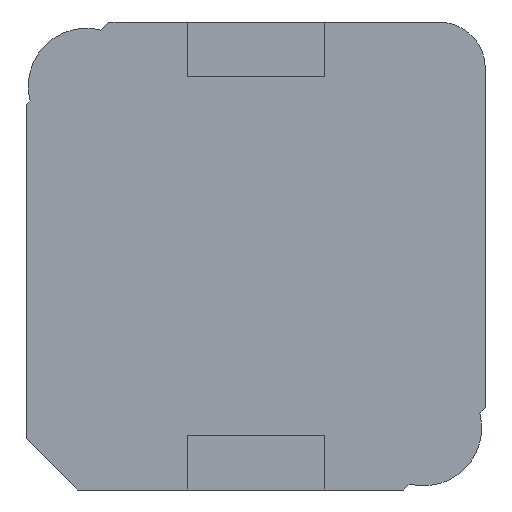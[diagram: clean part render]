
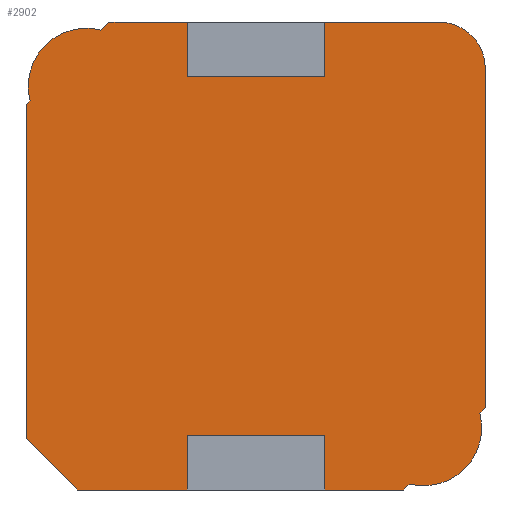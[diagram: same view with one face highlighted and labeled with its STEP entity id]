
A CAD part, left-side view. The second image highlights one B-rep face of the part: STEP entity #2902.
In plain terms, the highlighted planar face has unit normal (-1, 0, 0).
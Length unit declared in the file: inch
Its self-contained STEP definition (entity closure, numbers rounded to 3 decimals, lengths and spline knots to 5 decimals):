
#1=DIRECTION('',(0.,0.707,-0.707));
#2=VECTOR('',#1,0.00665);
#3=CARTESIAN_POINT('',(0.,-0.197,-0.13029));
#4=LINE('',#3,#2);
#5=CARTESIAN_POINT('',(0.,-0.14388,-0.14744));
#6=DIRECTION('',(-1.,0.,0.));
#7=DIRECTION('',(0.,0.249,-0.969));
#8=AXIS2_PLACEMENT_3D('',#5,#6,#7);
#10=DIRECTION('',(0.,0.707,-0.707));
#11=VECTOR('',#10,0.00727);
#12=CARTESIAN_POINT('',(0.,-0.13143,-0.19586));
#13=LINE('',#12,#11);
#14=DIRECTION('',(0.,1.,0.));
#15=VECTOR('',#14,0.06729);
#16=CARTESIAN_POINT('',(0.,-0.12629,-0.201));
#17=LINE('',#16,#15);
#18=DIRECTION('',(0.,0.,1.));
#19=VECTOR('',#18,0.047);
#20=CARTESIAN_POINT('',(0.,-0.059,-0.201));
#21=LINE('',#20,#19);
#22=DIRECTION('',(0.,1.,0.));
#23=VECTOR('',#22,0.118);
#24=CARTESIAN_POINT('',(0.,-0.059,-0.154));
#25=LINE('',#24,#23);
#26=DIRECTION('',(0.,0.,1.));
#27=VECTOR('',#26,0.047);
#28=CARTESIAN_POINT('',(0.,0.059,-0.201));
#29=LINE('',#28,#27);
#30=DIRECTION('',(0.,1.,0.));
#31=VECTOR('',#30,0.09409);
#32=CARTESIAN_POINT('',(0.,0.059,-0.201));
#33=LINE('',#32,#31);
#34=DIRECTION('',(0.,0.707,0.707));
#35=VECTOR('',#34,0.0621);
#36=CARTESIAN_POINT('',(0.,0.15309,-0.201));
#37=LINE('',#36,#35);
#38=DIRECTION('',(0.,0.,1.));
#39=VECTOR('',#38,0.28738);
#40=CARTESIAN_POINT('',(0.,0.197,-0.15709));
#41=LINE('',#40,#39);
#42=DIRECTION('',(0.,-0.707,0.707));
#43=VECTOR('',#42,0.00412);
#44=CARTESIAN_POINT('',(0.,0.197,0.13029));
#45=LINE('',#44,#43);
#46=CARTESIAN_POINT('',(0.,0.14566,0.14566));
#47=DIRECTION('',(-1.,0.,0.));
#48=DIRECTION('',(0.,-0.249,0.968));
#49=AXIS2_PLACEMENT_3D('',#46,#47,#48);
#51=DIRECTION('',(0.,-0.707,0.707));
#52=VECTOR('',#51,0.00978);
#53=CARTESIAN_POINT('',(0.,0.1332,0.19409));
#54=LINE('',#53,#52);
#55=DIRECTION('',(0.,-1.,0.));
#56=VECTOR('',#55,0.06729);
#57=CARTESIAN_POINT('',(0.,0.12629,0.201));
#58=LINE('',#57,#56);
#59=DIRECTION('',(0.,0.,-1.));
#60=VECTOR('',#59,0.047);
#61=CARTESIAN_POINT('',(0.,0.059,0.201));
#62=LINE('',#61,#60);
#63=DIRECTION('',(0.,-1.,0.));
#64=VECTOR('',#63,0.118);
#65=CARTESIAN_POINT('',(0.,0.059,0.154));
#66=LINE('',#65,#64);
#67=DIRECTION('',(0.,0.,-1.));
#68=VECTOR('',#67,0.047);
#69=CARTESIAN_POINT('',(0.,-0.059,0.201));
#70=LINE('',#69,#68);
#71=DIRECTION('',(0.,-1.,0.));
#72=VECTOR('',#71,0.098);
#73=CARTESIAN_POINT('',(0.,-0.059,0.201));
#74=LINE('',#73,#72);
#75=CARTESIAN_POINT('',(0.,-0.157,0.161));
#76=DIRECTION('',(1.,0.,0.));
#77=DIRECTION('',(0.,0.,1.));
#78=AXIS2_PLACEMENT_3D('',#75,#76,#77);
#80=DIRECTION('',(0.,0.,-1.));
#81=VECTOR('',#80,0.29129);
#82=CARTESIAN_POINT('',(0.,-0.197,0.161));
#83=LINE('',#82,#81);
#2143=CARTESIAN_POINT('',(0.,0.15309,-0.201));
#2144=CARTESIAN_POINT('',(0.,0.197,-0.15709));
#2145=VERTEX_POINT('',#2143);
#2146=VERTEX_POINT('',#2144);
#2147=CARTESIAN_POINT('',(0.,0.197,0.13029));
#2148=VERTEX_POINT('',#2147);
#2149=CARTESIAN_POINT('',(0.,-0.157,0.201));
#2150=CARTESIAN_POINT('',(0.,-0.197,0.161));
#2151=VERTEX_POINT('',#2149);
#2152=VERTEX_POINT('',#2150);
#2153=CARTESIAN_POINT('',(0.,-0.197,-0.13029));
#2154=VERTEX_POINT('',#2153);
#2171=CARTESIAN_POINT('',(0.,0.12629,0.201));
#2172=VERTEX_POINT('',#2171);
#2173=CARTESIAN_POINT('',(0.,-0.12629,-0.201));
#2174=VERTEX_POINT('',#2173);
#2179=CARTESIAN_POINT('',(0.,0.1332,0.19409));
#2180=VERTEX_POINT('',#2179);
#2181=CARTESIAN_POINT('',(0.,0.19409,0.1332));
#2182=VERTEX_POINT('',#2181);
#2187=CARTESIAN_POINT('',(0.,-0.1923,-0.13499));
#2188=VERTEX_POINT('',#2187);
#2189=CARTESIAN_POINT('',(0.,-0.13143,-0.19586));
#2190=VERTEX_POINT('',#2189);
#2207=CARTESIAN_POINT('',(0.,-0.059,-0.154));
#2208=CARTESIAN_POINT('',(0.,0.059,-0.154));
#2209=VERTEX_POINT('',#2207);
#2210=VERTEX_POINT('',#2208);
#2211=CARTESIAN_POINT('',(0.,0.059,-0.201));
#2212=VERTEX_POINT('',#2211);
#2213=CARTESIAN_POINT('',(0.,-0.059,-0.201));
#2214=VERTEX_POINT('',#2213);
#2215=CARTESIAN_POINT('',(0.,-0.059,0.201));
#2216=CARTESIAN_POINT('',(0.,-0.059,0.154));
#2217=VERTEX_POINT('',#2215);
#2218=VERTEX_POINT('',#2216);
#2219=CARTESIAN_POINT('',(0.,0.059,0.201));
#2220=CARTESIAN_POINT('',(0.,0.059,0.154));
#2221=VERTEX_POINT('',#2219);
#2222=VERTEX_POINT('',#2220);
#2855=CARTESIAN_POINT('',(0.,0.,0.));
#2856=DIRECTION('',(1.,0.,0.));
#2857=DIRECTION('',(0.,-1.,0.));
#2858=AXIS2_PLACEMENT_3D('',#2855,#2856,#2857);
#2859=PLANE('',#2858);
#2861=ORIENTED_EDGE('',*,*,#2860,.T.);
#2863=ORIENTED_EDGE('',*,*,#2862,.F.);
#2865=ORIENTED_EDGE('',*,*,#2864,.T.);
#2867=ORIENTED_EDGE('',*,*,#2866,.T.);
#2869=ORIENTED_EDGE('',*,*,#2868,.T.);
#2871=ORIENTED_EDGE('',*,*,#2870,.T.);
#2873=ORIENTED_EDGE('',*,*,#2872,.F.);
#2875=ORIENTED_EDGE('',*,*,#2874,.T.);
#2877=ORIENTED_EDGE('',*,*,#2876,.T.);
#2879=ORIENTED_EDGE('',*,*,#2878,.T.);
#2881=ORIENTED_EDGE('',*,*,#2880,.T.);
#2883=ORIENTED_EDGE('',*,*,#2882,.F.);
#2885=ORIENTED_EDGE('',*,*,#2884,.T.);
#2887=ORIENTED_EDGE('',*,*,#2886,.T.);
#2889=ORIENTED_EDGE('',*,*,#2888,.T.);
#2891=ORIENTED_EDGE('',*,*,#2890,.T.);
#2893=ORIENTED_EDGE('',*,*,#2892,.F.);
#2895=ORIENTED_EDGE('',*,*,#2894,.T.);
#2897=ORIENTED_EDGE('',*,*,#2896,.T.);
#2899=ORIENTED_EDGE('',*,*,#2898,.T.);
#2900=EDGE_LOOP('',(#2861,#2863,#2865,#2867,#2869,#2871,#2873,#2875,#2877,#2879,
#2881,#2883,#2885,#2887,#2889,#2891,#2893,#2895,#2897,#2899));
#2901=FACE_OUTER_BOUND('',#2900,.F.);
#2902=ADVANCED_FACE('',(#2901),#2859,.F.);
#9=CIRCLE('',#8,0.05);
#50=CIRCLE('',#49,0.05);
#79=CIRCLE('',#78,0.04);
#2860=EDGE_CURVE('',#2154,#2188,#4,.T.);
#2862=EDGE_CURVE('',#2190,#2188,#9,.T.);
#2864=EDGE_CURVE('',#2190,#2174,#13,.T.);
#2866=EDGE_CURVE('',#2174,#2214,#17,.T.);
#2868=EDGE_CURVE('',#2214,#2209,#21,.T.);
#2870=EDGE_CURVE('',#2209,#2210,#25,.T.);
#2872=EDGE_CURVE('',#2212,#2210,#29,.T.);
#2874=EDGE_CURVE('',#2212,#2145,#33,.T.);
#2876=EDGE_CURVE('',#2145,#2146,#37,.T.);
#2878=EDGE_CURVE('',#2146,#2148,#41,.T.);
#2880=EDGE_CURVE('',#2148,#2182,#45,.T.);
#2882=EDGE_CURVE('',#2180,#2182,#50,.T.);
#2884=EDGE_CURVE('',#2180,#2172,#54,.T.);
#2886=EDGE_CURVE('',#2172,#2221,#58,.T.);
#2888=EDGE_CURVE('',#2221,#2222,#62,.T.);
#2890=EDGE_CURVE('',#2222,#2218,#66,.T.);
#2892=EDGE_CURVE('',#2217,#2218,#70,.T.);
#2894=EDGE_CURVE('',#2217,#2151,#74,.T.);
#2896=EDGE_CURVE('',#2151,#2152,#79,.T.);
#2898=EDGE_CURVE('',#2152,#2154,#83,.T.);
